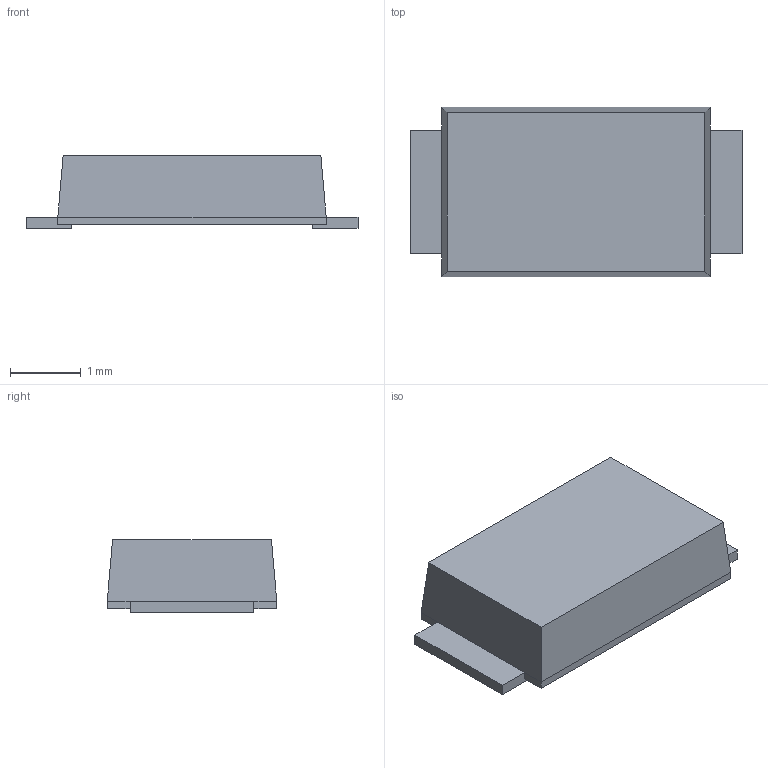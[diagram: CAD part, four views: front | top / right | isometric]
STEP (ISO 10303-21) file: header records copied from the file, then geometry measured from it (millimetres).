
FILE_DESCRIPTION(('STEP AP214'),'1');
FILE_NAME('M-FLAT-ZKN_90.STEP','2018-09-11T07:30:16',(' '),('ANSOFT Corporation'),'Spatial InterOp 3D',' ',' ');
FILE_SCHEMA(('AUTOMOTIVE_DESIGN { 1 0 10303 214 1 1 1 1 }'));
Length unit declared in the file: millimetre
Products named in the file (1): Lead2
Bounding box: 4.7 x 2.4 x 1.03 mm (x, y, z)
Volume: 8.8 mm3; surface area: 35.4 mm2
Topology: 3 solids, 3 shells, 32 faces, 70 edges, 44 vertices
Faces by surface type: plane 32
Entity records: 1155 total; most frequent: CARTESIAN_POINT 149, DIRECTION 140, ORIENTED_EDGE 140, EDGE_CURVE 70, LINE 70, VECTOR 70, VERTEX_POINT 44, STYLED_ITEM 35
